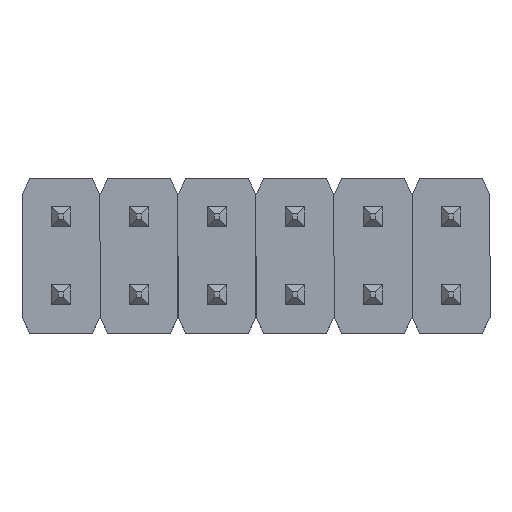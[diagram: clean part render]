
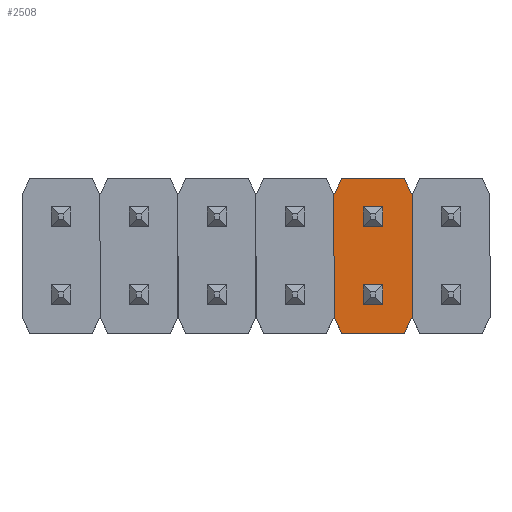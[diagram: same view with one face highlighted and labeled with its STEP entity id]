
A CAD part, top view. The second image highlights one B-rep face of the part: STEP entity #2508.
In plain terms, the highlighted planar face has unit normal (0, 0, 1).
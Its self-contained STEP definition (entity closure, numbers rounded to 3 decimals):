
#2313=CARTESIAN_POINT('',(2.794,-2.515,1.524));
#2314=VERTEX_POINT('',#2313);
#2321=CARTESIAN_POINT('',(2.54,-2.007,1.524));
#2322=VERTEX_POINT('',#2321);
#2323=CARTESIAN_POINT('',(2.54,-2.007,1.524));
#2324=DIRECTION('',(0.447,-0.894,0.0));
#2325=VECTOR('',#2324,0.568);
#2326=LINE('',#2323,#2325);
#2327=EDGE_CURVE('',#2322,#2314,#2326,.T.);
#2344=CARTESIAN_POINT('',(5.08,-2.007,1.524));
#2345=VERTEX_POINT('',#2344);
#2352=CARTESIAN_POINT('',(4.826,-2.515,1.524));
#2353=VERTEX_POINT('',#2352);
#2354=CARTESIAN_POINT('',(4.826,-2.515,1.524));
#2355=DIRECTION('',(0.447,0.894,0.0));
#2356=VECTOR('',#2355,0.568);
#2357=LINE('',#2354,#2356);
#2358=EDGE_CURVE('',#2353,#2345,#2357,.T.);
#2375=CARTESIAN_POINT('',(5.08,2.007,1.524));
#2376=VERTEX_POINT('',#2375);
#2383=CARTESIAN_POINT('',(5.08,-2.007,1.524));
#2384=DIRECTION('',(0.0,1.0,0.0));
#2385=VECTOR('',#2384,4.013);
#2386=LINE('',#2383,#2385);
#2387=EDGE_CURVE('',#2345,#2376,#2386,.T.);
#2399=CARTESIAN_POINT('',(4.826,2.515,1.524));
#2400=VERTEX_POINT('',#2399);
#2407=CARTESIAN_POINT('',(5.08,2.007,1.524));
#2408=DIRECTION('',(-0.447,0.894,0.0));
#2409=VECTOR('',#2408,0.568);
#2410=LINE('',#2407,#2409);
#2411=EDGE_CURVE('',#2376,#2400,#2410,.T.);
#2426=CARTESIAN_POINT('',(2.794,2.515,1.524));
#2427=VERTEX_POINT('',#2426);
#2434=CARTESIAN_POINT('',(4.826,2.515,1.524));
#2435=DIRECTION('',(-1.0,0.0,0.0));
#2436=VECTOR('',#2435,2.032);
#2437=LINE('',#2434,#2436);
#2438=EDGE_CURVE('',#2400,#2427,#2437,.T.);
#2453=CARTESIAN_POINT('',(2.54,2.007,1.524));
#2454=VERTEX_POINT('',#2453);
#2461=CARTESIAN_POINT('',(2.794,2.515,1.524));
#2462=DIRECTION('',(-0.447,-0.894,0.0));
#2463=VECTOR('',#2462,0.568);
#2464=LINE('',#2461,#2463);
#2465=EDGE_CURVE('',#2427,#2454,#2464,.T.);
#2478=CARTESIAN_POINT('',(2.54,2.007,1.524));
#2479=DIRECTION('',(0.0,-1.0,0.0));
#2480=VECTOR('',#2479,4.013);
#2481=LINE('',#2478,#2480);
#2482=EDGE_CURVE('',#2454,#2322,#2481,.T.);
#2488=CARTESIAN_POINT('',(3.81,0.,1.524));
#2489=DIRECTION('',(0.0,0.0,1.0));
#2490=DIRECTION('',(1.0,0.0,0.0));
#2491=AXIS2_PLACEMENT_3D('',#2488,#2489,#2490);
#2492=PLANE('',#2491);
#2493=ORIENTED_EDGE('',*,*,#2482,.T.);
#2494=ORIENTED_EDGE('',*,*,#2327,.T.);
#2495=CARTESIAN_POINT('',(2.794,-2.515,1.524));
#2496=DIRECTION('',(1.0,0.0,0.0));
#2497=VECTOR('',#2496,2.032);
#2498=LINE('',#2495,#2497);
#2499=EDGE_CURVE('',#2314,#2353,#2498,.T.);
#2500=ORIENTED_EDGE('',*,*,#2499,.T.);
#2501=ORIENTED_EDGE('',*,*,#2358,.T.);
#2502=ORIENTED_EDGE('',*,*,#2387,.T.);
#2503=ORIENTED_EDGE('',*,*,#2411,.T.);
#2504=ORIENTED_EDGE('',*,*,#2438,.T.);
#2505=ORIENTED_EDGE('',*,*,#2465,.T.);
#2506=EDGE_LOOP('',(#2493,#2494,#2500,#2501,#2502,#2503,#2504,#2505));
#2507=FACE_OUTER_BOUND('',#2506,.T.);
#2508=ADVANCED_FACE('',(#2507),#2492,.T.);
